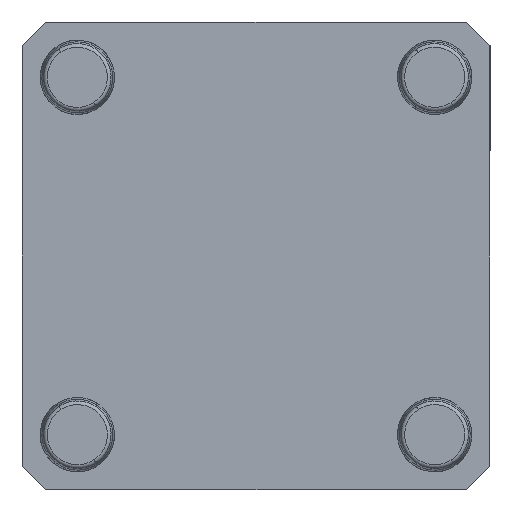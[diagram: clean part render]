
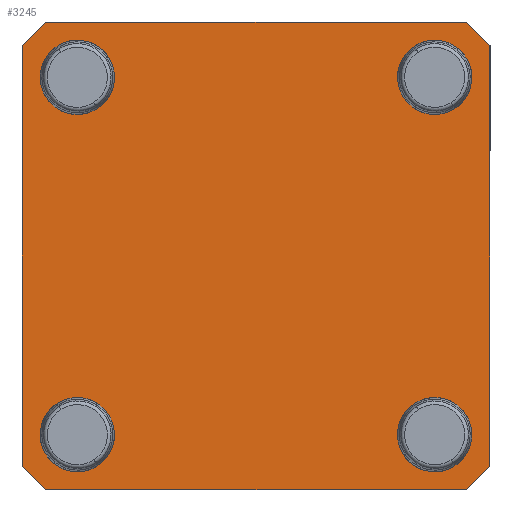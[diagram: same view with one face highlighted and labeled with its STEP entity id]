
A CAD part, front view. The second image highlights one B-rep face of the part: STEP entity #3245.
In plain terms, the highlighted planar face has unit normal (0, -1, 0).
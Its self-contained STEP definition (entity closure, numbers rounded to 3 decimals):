
#2 = DIRECTION ( 'NONE',  ( 0., -1., 0. ) ) ;
#27 = VERTEX_POINT ( 'NONE', #621 ) ;
#73 = EDGE_CURVE ( 'NONE', #6140, #5554, #5679, .T. ) ;
#85 = CARTESIAN_POINT ( 'NONE',  ( 62.865, 0., -56.515 ) ) ;
#114 = FACE_BOUND ( 'NONE', #3255, .T. ) ;
#213 = CIRCLE ( 'NONE', #2212, 8. ) ;
#220 = CARTESIAN_POINT ( 'NONE',  ( 48., 0., 48. ) ) ;
#232 = CARTESIAN_POINT ( 'NONE',  ( -62.865, 0., -56.515 ) ) ;
#239 = DIRECTION ( 'NONE',  ( 0., 0., 1. ) ) ;
#246 = CIRCLE ( 'NONE', #3777, 8. ) ;
#273 = CARTESIAN_POINT ( 'NONE',  ( 56.515, 0., 62.865 ) ) ;
#283 = CARTESIAN_POINT ( 'NONE',  ( 48., 0., -40. ) ) ;
#299 = DIRECTION ( 'NONE',  ( 0.707, 0., -0.707 ) ) ;
#317 = AXIS2_PLACEMENT_3D ( 'NONE', #3049, #3026, #5521 ) ;
#329 = EDGE_CURVE ( 'NONE', #2794, #5554, #5214, .T. ) ;
#343 = EDGE_LOOP ( 'NONE', ( #1367, #2141, #2657, #1664, #6344, #1782, #5784, #4303 ) ) ;
#363 = EDGE_CURVE ( 'NONE', #6093, #5195, #246, .T. ) ;
#375 = CARTESIAN_POINT ( 'NONE',  ( -48., 0., 48. ) ) ;
#391 = VERTEX_POINT ( 'NONE', #4633 ) ;
#399 = CARTESIAN_POINT ( 'NONE',  ( -62.865, 0., -62.865 ) ) ;
#457 = CIRCLE ( 'NONE', #5576, 8. ) ;
#475 = VERTEX_POINT ( 'NONE', #2194 ) ;
#480 = CARTESIAN_POINT ( 'NONE',  ( -62.865, 0., 62.865 ) ) ;
#489 = AXIS2_PLACEMENT_3D ( 'NONE', #375, #2848, #5802 ) ;
#598 = EDGE_LOOP ( 'NONE', ( #3172, #1708 ) ) ;
#621 = CARTESIAN_POINT ( 'NONE',  ( -48., 0., -56. ) ) ;
#646 = CARTESIAN_POINT ( 'NONE',  ( -62.865, 0., -56.515 ) ) ;
#784 = CARTESIAN_POINT ( 'NONE',  ( 48., 0., -48. ) ) ;
#873 = DIRECTION ( 'NONE',  ( -1., 0., 0. ) ) ;
#978 = CIRCLE ( 'NONE', #2612, 8. ) ;
#1108 = CARTESIAN_POINT ( 'NONE',  ( 62.865, 0., -62.865 ) ) ;
#1121 = DIRECTION ( 'NONE',  ( 0., 0., 1. ) ) ;
#1135 = CARTESIAN_POINT ( 'NONE',  ( 0., 0., 0. ) ) ;
#1155 = VERTEX_POINT ( 'NONE', #2919 ) ;
#1263 = VERTEX_POINT ( 'NONE', #3038 ) ;
#1293 = DIRECTION ( 'NONE',  ( 0., 0., 1. ) ) ;
#1367 = ORIENTED_EDGE ( 'NONE', *, *, #6345, .F. ) ;
#1510 = EDGE_CURVE ( 'NONE', #5195, #6093, #1775, .T. ) ;
#1560 = ORIENTED_EDGE ( 'NONE', *, *, #5137, .F. ) ;
#1592 = VECTOR ( 'NONE', #299, 1000. ) ;
#1664 = ORIENTED_EDGE ( 'NONE', *, *, #73, .T. ) ;
#1670 = DIRECTION ( 'NONE',  ( 0., 1., 0. ) ) ;
#1708 = ORIENTED_EDGE ( 'NONE', *, *, #5894, .F. ) ;
#1713 = CARTESIAN_POINT ( 'NONE',  ( -48., 0., -48. ) ) ;
#1765 = ORIENTED_EDGE ( 'NONE', *, *, #363, .F. ) ;
#1775 = CIRCLE ( 'NONE', #2292, 8. ) ;
#1782 = ORIENTED_EDGE ( 'NONE', *, *, #3508, .T. ) ;
#1890 = VECTOR ( 'NONE', #5360, 1000. ) ;
#2039 = VERTEX_POINT ( 'NONE', #4487 ) ;
#2048 = FACE_BOUND ( 'NONE', #3702, .T. ) ;
#2102 = EDGE_CURVE ( 'NONE', #6140, #2405, #5260, .T. ) ;
#2141 = ORIENTED_EDGE ( 'NONE', *, *, #5597, .T. ) ;
#2181 = VECTOR ( 'NONE', #3417, 1000. ) ;
#2194 = CARTESIAN_POINT ( 'NONE',  ( -62.865, 0., 56.515 ) ) ;
#2198 = VERTEX_POINT ( 'NONE', #646 ) ;
#2212 = AXIS2_PLACEMENT_3D ( 'NONE', #4279, #3274, #1293 ) ;
#2292 = AXIS2_PLACEMENT_3D ( 'NONE', #784, #3202, #4686 ) ;
#2328 = EDGE_LOOP ( 'NONE', ( #4161, #4154 ) ) ;
#2335 = EDGE_CURVE ( 'NONE', #2198, #2946, #3939, .T. ) ;
#2356 = EDGE_CURVE ( 'NONE', #391, #1155, #213, .T. ) ;
#2405 = VERTEX_POINT ( 'NONE', #85 ) ;
#2550 = EDGE_CURVE ( 'NONE', #1263, #27, #978, .T. ) ;
#2587 = CIRCLE ( 'NONE', #489, 8. ) ;
#2612 = AXIS2_PLACEMENT_3D ( 'NONE', #3595, #5064, #1121 ) ;
#2615 = VECTOR ( 'NONE', #4577, 1000. ) ;
#2657 = ORIENTED_EDGE ( 'NONE', *, *, #2102, .F. ) ;
#2678 = CARTESIAN_POINT ( 'NONE',  ( 62.865, 0., 56.515 ) ) ;
#2748 = DIRECTION ( 'NONE',  ( -0.707, 0., 0.707 ) ) ;
#2794 = VERTEX_POINT ( 'NONE', #4113 ) ;
#2848 = DIRECTION ( 'NONE',  ( 0., -1., 0. ) ) ;
#2919 = CARTESIAN_POINT ( 'NONE',  ( 48., 0., 40. ) ) ;
#2946 = VERTEX_POINT ( 'NONE', #4246 ) ;
#3026 = DIRECTION ( 'NONE',  ( 0., -1., 0. ) ) ;
#3038 = CARTESIAN_POINT ( 'NONE',  ( -48., 0., -40. ) ) ;
#3049 = CARTESIAN_POINT ( 'NONE',  ( -48., 0., 48. ) ) ;
#3172 = ORIENTED_EDGE ( 'NONE', *, *, #3489, .F. ) ;
#3202 = DIRECTION ( 'NONE',  ( 0., -1., 0. ) ) ;
#3245 = ADVANCED_FACE ( 'NONE', ( #2048, #4241, #114, #3450, #5995 ), #6081, .F. ) ;
#3255 = EDGE_LOOP ( 'NONE', ( #1765, #3555 ) ) ;
#3274 = DIRECTION ( 'NONE',  ( 0., -1., 0. ) ) ;
#3363 = CARTESIAN_POINT ( 'NONE',  ( -56.515, 0., 62.865 ) ) ;
#3417 = DIRECTION ( 'NONE',  ( 0., 0., 1. ) ) ;
#3450 = FACE_BOUND ( 'NONE', #598, .T. ) ;
#3489 = EDGE_CURVE ( 'NONE', #3946, #3722, #2587, .T. ) ;
#3508 = EDGE_CURVE ( 'NONE', #2794, #475, #4697, .T. ) ;
#3555 = ORIENTED_EDGE ( 'NONE', *, *, #1510, .F. ) ;
#3591 = DIRECTION ( 'NONE',  ( 0., 0., -1. ) ) ;
#3595 = CARTESIAN_POINT ( 'NONE',  ( -48., 0., -48. ) ) ;
#3702 = EDGE_LOOP ( 'NONE', ( #1560, #5477 ) ) ;
#3722 = VERTEX_POINT ( 'NONE', #4565 ) ;
#3777 = AXIS2_PLACEMENT_3D ( 'NONE', #5938, #2, #3591 ) ;
#3779 = VECTOR ( 'NONE', #873, 1000. ) ;
#3910 = VECTOR ( 'NONE', #2748, 1000. ) ;
#3939 = LINE ( 'NONE', #232, #1592 ) ;
#3946 = VERTEX_POINT ( 'NONE', #6135 ) ;
#4010 = AXIS2_PLACEMENT_3D ( 'NONE', #220, #5735, #239 ) ;
#4113 = CARTESIAN_POINT ( 'NONE',  ( -56.515, 0., 62.865 ) ) ;
#4119 = LINE ( 'NONE', #5180, #5573 ) ;
#4154 = ORIENTED_EDGE ( 'NONE', *, *, #2550, .F. ) ;
#4161 = ORIENTED_EDGE ( 'NONE', *, *, #6117, .F. ) ;
#4241 = FACE_BOUND ( 'NONE', #2328, .T. ) ;
#4244 = CARTESIAN_POINT ( 'NONE',  ( 62.865, 0., 56.515 ) ) ;
#4246 = CARTESIAN_POINT ( 'NONE',  ( -56.515, 0., -62.865 ) ) ;
#4279 = CARTESIAN_POINT ( 'NONE',  ( 48., 0., 48. ) ) ;
#4303 = ORIENTED_EDGE ( 'NONE', *, *, #2335, .T. ) ;
#4487 = CARTESIAN_POINT ( 'NONE',  ( 56.515, 0., -62.865 ) ) ;
#4565 = CARTESIAN_POINT ( 'NONE',  ( -48., 0., 56. ) ) ;
#4577 = DIRECTION ( 'NONE',  ( 0., 0., -1. ) ) ;
#4633 = CARTESIAN_POINT ( 'NONE',  ( 48., 0., 56. ) ) ;
#4661 = DIRECTION ( 'NONE',  ( 0.707, 0., 0.707 ) ) ;
#4673 = CIRCLE ( 'NONE', #4010, 8. ) ;
#4686 = DIRECTION ( 'NONE',  ( 0., 0., -1. ) ) ;
#4697 = LINE ( 'NONE', #3363, #1890 ) ;
#4786 = CARTESIAN_POINT ( 'NONE',  ( -62.865, 0., -62.865 ) ) ;
#4891 = LINE ( 'NONE', #399, #2181 ) ;
#5064 = DIRECTION ( 'NONE',  ( 0., -1., 0. ) ) ;
#5102 = LINE ( 'NONE', #4786, #3779 ) ;
#5137 = EDGE_CURVE ( 'NONE', #1155, #391, #4673, .T. ) ;
#5167 = DIRECTION ( 'NONE',  ( 0., 0., 1. ) ) ;
#5180 = CARTESIAN_POINT ( 'NONE',  ( 56.515, 0., -62.865 ) ) ;
#5195 = VERTEX_POINT ( 'NONE', #283 ) ;
#5214 = LINE ( 'NONE', #480, #6042 ) ;
#5242 = AXIS2_PLACEMENT_3D ( 'NONE', #1135, #1670, #5167 ) ;
#5260 = LINE ( 'NONE', #1108, #2615 ) ;
#5360 = DIRECTION ( 'NONE',  ( -0.707, 0., -0.707 ) ) ;
#5385 = DIRECTION ( 'NONE',  ( 1., 0., 0. ) ) ;
#5477 = ORIENTED_EDGE ( 'NONE', *, *, #2356, .F. ) ;
#5521 = DIRECTION ( 'NONE',  ( 0., 0., -1. ) ) ;
#5554 = VERTEX_POINT ( 'NONE', #273 ) ;
#5573 = VECTOR ( 'NONE', #4661, 1000. ) ;
#5576 = AXIS2_PLACEMENT_3D ( 'NONE', #1713, #6144, #5743 ) ;
#5597 = EDGE_CURVE ( 'NONE', #2039, #2405, #4119, .T. ) ;
#5679 = LINE ( 'NONE', #2678, #3910 ) ;
#5735 = DIRECTION ( 'NONE',  ( 0., -1., 0. ) ) ;
#5743 = DIRECTION ( 'NONE',  ( 0., 0., 1. ) ) ;
#5784 = ORIENTED_EDGE ( 'NONE', *, *, #5829, .F. ) ;
#5802 = DIRECTION ( 'NONE',  ( 0., 0., -1. ) ) ;
#5829 = EDGE_CURVE ( 'NONE', #2198, #475, #4891, .T. ) ;
#5894 = EDGE_CURVE ( 'NONE', #3722, #3946, #6343, .T. ) ;
#5938 = CARTESIAN_POINT ( 'NONE',  ( 48., 0., -48. ) ) ;
#5995 = FACE_OUTER_BOUND ( 'NONE', #343, .T. ) ;
#6042 = VECTOR ( 'NONE', #5385, 1000. ) ;
#6081 = PLANE ( 'NONE',  #5242 ) ;
#6093 = VERTEX_POINT ( 'NONE', #6188 ) ;
#6117 = EDGE_CURVE ( 'NONE', #27, #1263, #457, .T. ) ;
#6135 = CARTESIAN_POINT ( 'NONE',  ( -48., 0., 40. ) ) ;
#6140 = VERTEX_POINT ( 'NONE', #4244 ) ;
#6144 = DIRECTION ( 'NONE',  ( 0., -1., 0. ) ) ;
#6188 = CARTESIAN_POINT ( 'NONE',  ( 48., 0., -56. ) ) ;
#6343 = CIRCLE ( 'NONE', #317, 8. ) ;
#6344 = ORIENTED_EDGE ( 'NONE', *, *, #329, .F. ) ;
#6345 = EDGE_CURVE ( 'NONE', #2039, #2946, #5102, .T. ) ;
